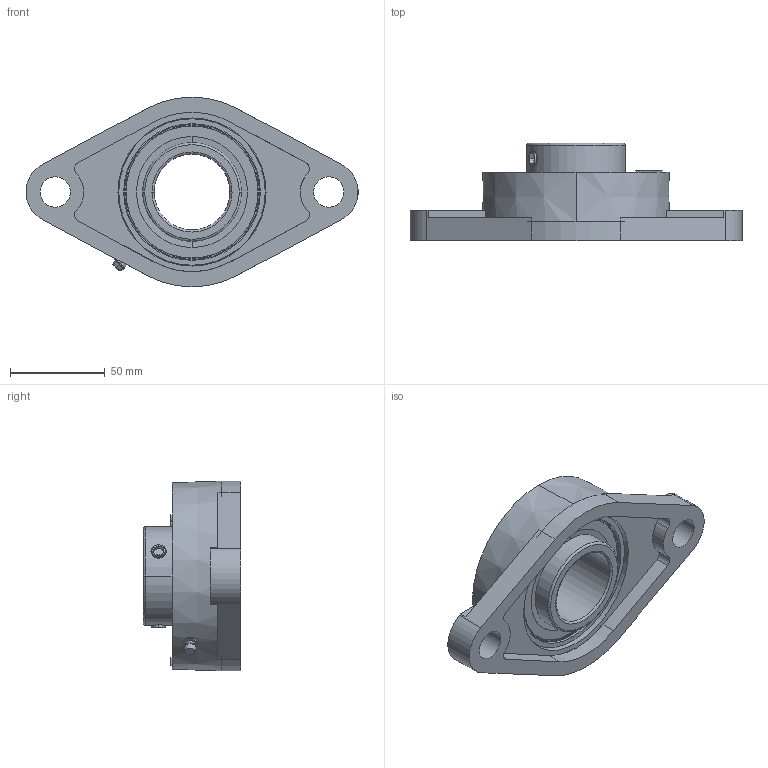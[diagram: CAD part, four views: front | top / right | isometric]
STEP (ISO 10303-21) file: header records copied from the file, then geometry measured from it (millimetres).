
FILE_DESCRIPTION((''),'2;1');
FILE_NAME('UCFL208ISB_ASM','2016-05-30T',('giuseppe.caruso'),(''),'CREO PARAMETRIC BY PTC INC, 2014500','CREO PARAMETRIC BY PTC INC, 2014500','');
FILE_SCHEMA(('CONFIG_CONTROL_DESIGN'));
Length unit declared in the file: millimetre
Products named in the file (3): FL208; UC208; UCFL208ISB_ASM
Assembly tree (2 placements, depth 2):
  UCFL208ISB_ASM
    FL208
    UC208
Bounding box: 174.89 x 51.2 x 100 mm (x, y, z)
Volume: 193937.8 mm3; surface area: 85001.6 mm2
Topology: 34 solids, 36 shells, 894 faces, 2376 edges, 1555 vertices
Faces by surface type: plane 683, cylinder 112, bspline 40, sphere 22, torus 19, cone 18
Entity records: 28607 total; most frequent: CARTESIAN_POINT 6247, ORIENTED_EDGE 4668, DIRECTION 4443, EDGE_CURVE 2340, VECTOR 1887, LINE 1887, VERTEX_POINT 1555, AXIS2_PLACEMENT_3D 1278
